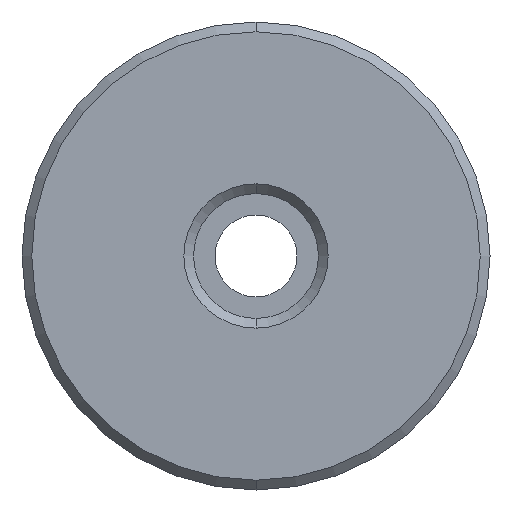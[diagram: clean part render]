
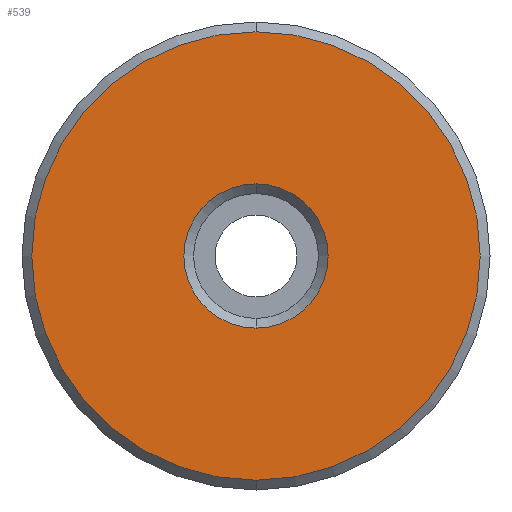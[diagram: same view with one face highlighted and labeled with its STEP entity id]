
A CAD part, front view. The second image highlights one B-rep face of the part: STEP entity #539.
In plain terms, the highlighted planar face has unit normal (0, -1, 0).
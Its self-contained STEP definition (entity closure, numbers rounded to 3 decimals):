
#5 = PLANE ( 'NONE',  #257 ) ;
#10 = ORIENTED_EDGE ( 'NONE', *, *, #42, .T. ) ;
#19 = CIRCLE ( 'NONE', #431, 3.7 ) ;
#25 = VERTEX_POINT ( 'NONE', #587 ) ;
#42 = EDGE_CURVE ( 'NONE', #359, #475, #410, .T. ) ;
#75 = DIRECTION ( 'NONE',  ( 0., 0., -1. ) ) ;
#80 = DIRECTION ( 'NONE',  ( 0., 0., -1. ) ) ;
#92 = EDGE_CURVE ( 'NONE', #475, #359, #474, .T. ) ;
#96 = CARTESIAN_POINT ( 'NONE',  ( 0., 0., 0. ) ) ;
#99 = EDGE_LOOP ( 'NONE', ( #199, #434 ) ) ;
#115 = CARTESIAN_POINT ( 'NONE',  ( 3.2, 0., 0. ) ) ;
#138 = AXIS2_PLACEMENT_3D ( 'NONE', #341, #362, #75 ) ;
#166 = CARTESIAN_POINT ( 'NONE',  ( 0., 0., -3.7 ) ) ;
#176 = CARTESIAN_POINT ( 'NONE',  ( 0., 0., 0. ) ) ;
#186 = DIRECTION ( 'NONE',  ( 0., 0., -1. ) ) ;
#199 = ORIENTED_EDGE ( 'NONE', *, *, #558, .T. ) ;
#217 = CIRCLE ( 'NONE', #279, 3.7 ) ;
#226 = FACE_OUTER_BOUND ( 'NONE', #554, .T. ) ;
#235 = CARTESIAN_POINT ( 'NONE',  ( 0., 0., 0. ) ) ;
#251 = DIRECTION ( 'NONE',  ( 0., 0., -1. ) ) ;
#257 = AXIS2_PLACEMENT_3D ( 'NONE', #115, #589, #251 ) ;
#273 = CARTESIAN_POINT ( 'NONE',  ( 0., 0., -11.5 ) ) ;
#279 = AXIS2_PLACEMENT_3D ( 'NONE', #176, #392, #80 ) ;
#341 = CARTESIAN_POINT ( 'NONE',  ( 0., 0., 0. ) ) ;
#352 = EDGE_CURVE ( 'NONE', #25, #473, #19, .T. ) ;
#359 = VERTEX_POINT ( 'NONE', #361 ) ;
#361 = CARTESIAN_POINT ( 'NONE',  ( 0., 0., 11.5 ) ) ;
#362 = DIRECTION ( 'NONE',  ( 0., -1., 0. ) ) ;
#374 = AXIS2_PLACEMENT_3D ( 'NONE', #235, #525, #186 ) ;
#392 = DIRECTION ( 'NONE',  ( 0., 1., 0. ) ) ;
#410 = CIRCLE ( 'NONE', #138, 11.5 ) ;
#431 = AXIS2_PLACEMENT_3D ( 'NONE', #96, #456, #550 ) ;
#434 = ORIENTED_EDGE ( 'NONE', *, *, #352, .T. ) ;
#438 = ORIENTED_EDGE ( 'NONE', *, *, #92, .T. ) ;
#456 = DIRECTION ( 'NONE',  ( 0., 1., 0. ) ) ;
#473 = VERTEX_POINT ( 'NONE', #166 ) ;
#474 = CIRCLE ( 'NONE', #374, 11.5 ) ;
#475 = VERTEX_POINT ( 'NONE', #273 ) ;
#481 = FACE_BOUND ( 'NONE', #99, .T. ) ;
#525 = DIRECTION ( 'NONE',  ( 0., -1., 0. ) ) ;
#539 = ADVANCED_FACE ( 'NONE', ( #226, #481 ), #5, .T. ) ;
#550 = DIRECTION ( 'NONE',  ( 0., 0., -1. ) ) ;
#554 = EDGE_LOOP ( 'NONE', ( #10, #438 ) ) ;
#558 = EDGE_CURVE ( 'NONE', #473, #25, #217, .T. ) ;
#587 = CARTESIAN_POINT ( 'NONE',  ( 0., 0., 3.7 ) ) ;
#589 = DIRECTION ( 'NONE',  ( 0., -1., 0. ) ) ;
